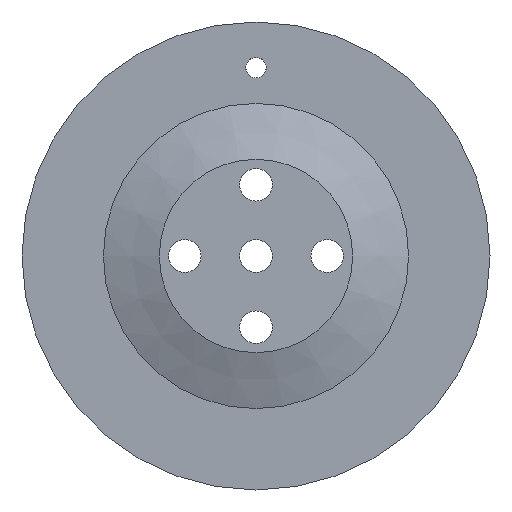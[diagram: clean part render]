
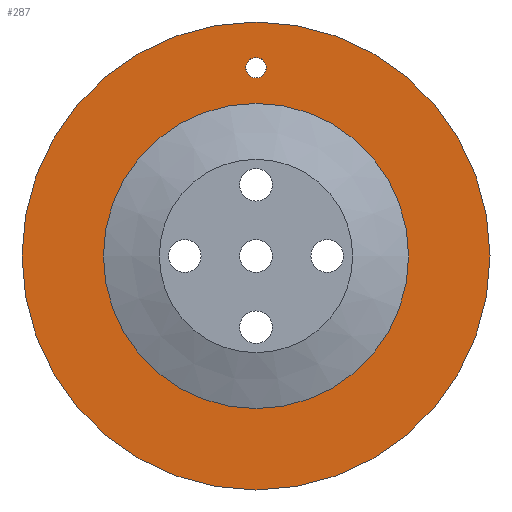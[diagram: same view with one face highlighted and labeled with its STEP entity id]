
A CAD part, front view. The second image highlights one B-rep face of the part: STEP entity #287.
In plain terms, the highlighted planar face has unit normal (0, -1, 0).
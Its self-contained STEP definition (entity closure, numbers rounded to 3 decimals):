
#17=PLANE('',#334);
#24=FACE_BOUND('',#66,.T.);
#25=FACE_BOUND('',#67,.T.);
#46=FACE_OUTER_BOUND('',#65,.T.);
#65=EDGE_LOOP('',(#229));
#66=EDGE_LOOP('',(#230));
#67=EDGE_LOOP('',(#231));
#115=CIRCLE('',#313,1.);
#130=CIRCLE('',#335,23.);
#131=CIRCLE('',#336,15.);
#139=VERTEX_POINT('',#452);
#155=VERTEX_POINT('',#498);
#156=VERTEX_POINT('',#500);
#164=EDGE_CURVE('',#139,#139,#115,.T.);
#186=EDGE_CURVE('',#155,#155,#130,.T.);
#187=EDGE_CURVE('',#156,#156,#131,.T.);
#229=ORIENTED_EDGE('',*,*,#186,.F.);
#230=ORIENTED_EDGE('',*,*,#164,.T.);
#231=ORIENTED_EDGE('',*,*,#187,.F.);
#287=ADVANCED_FACE('',(#46,#24,#25),#17,.T.);
#313=AXIS2_PLACEMENT_3D('',#454,#359,#360);
#334=AXIS2_PLACEMENT_3D('',#497,#408,#409);
#335=AXIS2_PLACEMENT_3D('',#499,#410,#411);
#336=AXIS2_PLACEMENT_3D('',#501,#412,#413);
#359=DIRECTION('center_axis',(0.,1.,0.));
#360=DIRECTION('ref_axis',(0.,0.,1.));
#408=DIRECTION('center_axis',(0.,-1.,0.));
#409=DIRECTION('ref_axis',(0.,0.,-1.));
#410=DIRECTION('center_axis',(0.,1.,0.));
#411=DIRECTION('ref_axis',(1.,0.,0.));
#412=DIRECTION('center_axis',(0.,-1.,0.));
#413=DIRECTION('ref_axis',(-1.,0.,0.));
#452=CARTESIAN_POINT('',(0.,2.,17.5));
#454=CARTESIAN_POINT('Origin',(0.,2.,18.5));
#497=CARTESIAN_POINT('Origin',(0.,2.,23.));
#498=CARTESIAN_POINT('',(0.,2.,-23.));
#499=CARTESIAN_POINT('Origin',(0.,2.,0.));
#500=CARTESIAN_POINT('',(15.,2.,0.));
#501=CARTESIAN_POINT('Origin',(0.,2.,0.));
